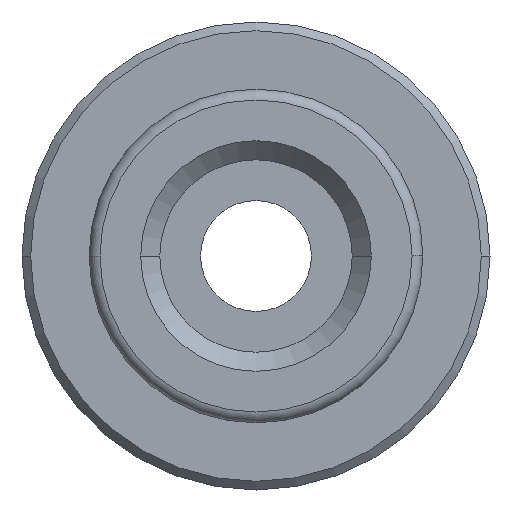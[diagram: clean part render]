
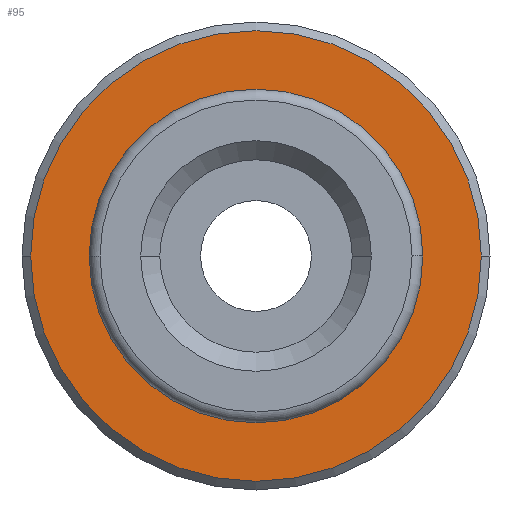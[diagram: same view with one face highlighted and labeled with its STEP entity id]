
A CAD part, front view. The second image highlights one B-rep face of the part: STEP entity #95.
In plain terms, the highlighted planar face has unit normal (0, -1, 0).
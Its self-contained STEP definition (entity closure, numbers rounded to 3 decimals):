
#95=ADVANCED_FACE('',(#248,#249),#250,.T.);
#248=FACE_OUTER_BOUND('',#469,.T.);
#249=FACE_BOUND('',#470,.T.);
#250=PLANE('',#471);
#469=EDGE_LOOP('',(#694,#695));
#470=EDGE_LOOP('',(#696,#697));
#471=AXIS2_PLACEMENT_3D('',#698,#699,#700);
#694=ORIENTED_EDGE('',*,*,#1224,.F.);
#695=ORIENTED_EDGE('',*,*,#1225,.F.);
#696=ORIENTED_EDGE('',*,*,#1226,.F.);
#697=ORIENTED_EDGE('',*,*,#1227,.F.);
#698=CARTESIAN_POINT('',(6.5,3.7,0.0));
#699=DIRECTION('',(-0.0,-1.0,-0.0));
#700=DIRECTION('',(-1.0,0.0,0.0));
#1224=EDGE_CURVE('',#1433,#1434,#1435,.T.);
#1225=EDGE_CURVE('',#1434,#1433,#1436,.T.);
#1226=EDGE_CURVE('',#1437,#1438,#1439,.T.);
#1227=EDGE_CURVE('',#1438,#1437,#1440,.T.);
#1433=VERTEX_POINT('',#1718);
#1434=VERTEX_POINT('',#1719);
#1435=CIRCLE('',#1720,13.0);
#1436=CIRCLE('',#1721,13.0);
#1437=VERTEX_POINT('',#1722);
#1438=VERTEX_POINT('',#1723);
#1439=CIRCLE('',#1724,9.0);
#1440=CIRCLE('',#1725,9.0);
#1718=CARTESIAN_POINT('',(13.0,3.7,0.0));
#1719=CARTESIAN_POINT('',(-13.0,3.7,0.));
#1720=AXIS2_PLACEMENT_3D('',#2042,#2043,#2044);
#1721=AXIS2_PLACEMENT_3D('',#2045,#2046,#2047);
#1722=CARTESIAN_POINT('',(-9.0,3.7,0.));
#1723=CARTESIAN_POINT('',(9.0,3.7,0.));
#1724=AXIS2_PLACEMENT_3D('',#2048,#2049,#2050);
#1725=AXIS2_PLACEMENT_3D('',#2051,#2052,#2053);
#2042=CARTESIAN_POINT('',(0.0,3.7,0.0));
#2043=DIRECTION('',(-0.0,1.0,0.0));
#2044=DIRECTION('',(1.0,0.0,0.0));
#2045=CARTESIAN_POINT('',(0.0,3.7,0.0));
#2046=DIRECTION('',(-0.0,1.0,0.0));
#2047=DIRECTION('',(1.0,0.0,0.0));
#2048=CARTESIAN_POINT('',(0.0,3.7,0.0));
#2049=DIRECTION('',(0.0,-1.0,-0.0));
#2050=DIRECTION('',(1.0,0.0,0.0));
#2051=CARTESIAN_POINT('',(0.0,3.7,0.0));
#2052=DIRECTION('',(0.0,-1.0,-0.0));
#2053=DIRECTION('',(1.0,0.0,0.0));
